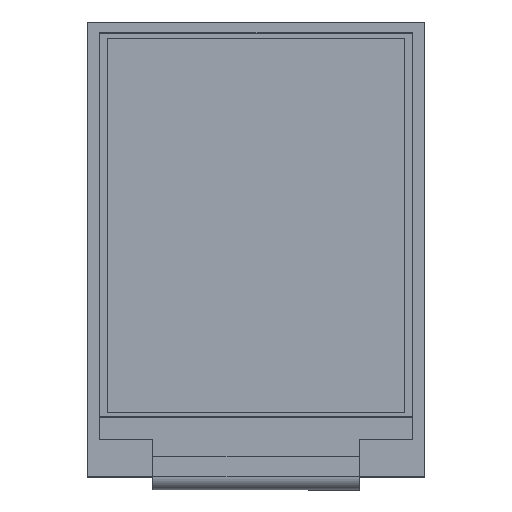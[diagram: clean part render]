
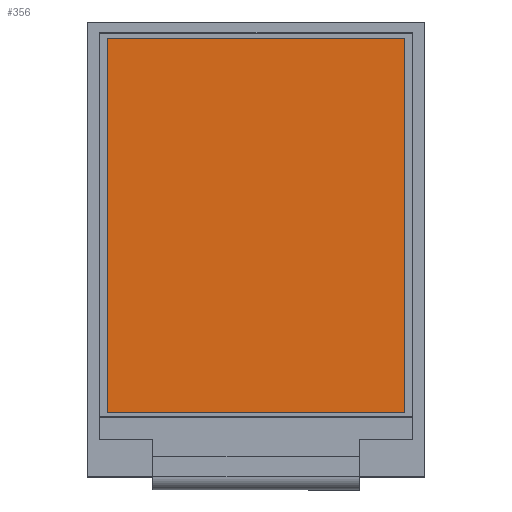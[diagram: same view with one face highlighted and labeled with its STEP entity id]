
A CAD part, top view. The second image highlights one B-rep face of the part: STEP entity #356.
In plain terms, the highlighted planar face has unit normal (0, 0, 1).
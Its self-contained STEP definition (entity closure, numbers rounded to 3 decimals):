
#227 = VERTEX_POINT('',#228);
#228 = CARTESIAN_POINT('',(-15.,-18.85,0.1));
#234 = EDGE_CURVE('',#227,#235,#237,.T.);
#235 = VERTEX_POINT('',#236);
#236 = CARTESIAN_POINT('',(-15.,18.85,0.1));
#237 = LINE('',#238,#239);
#238 = CARTESIAN_POINT('',(-15.,-18.85,0.1));
#239 = VECTOR('',#240,1.);
#240 = DIRECTION('',(0.,1.,0.));
#265 = EDGE_CURVE('',#235,#266,#268,.T.);
#266 = VERTEX_POINT('',#267);
#267 = CARTESIAN_POINT('',(15.,18.85,0.1));
#268 = LINE('',#269,#270);
#269 = CARTESIAN_POINT('',(-15.,18.85,0.1));
#270 = VECTOR('',#271,1.);
#271 = DIRECTION('',(1.,0.,0.));
#296 = EDGE_CURVE('',#266,#297,#299,.T.);
#297 = VERTEX_POINT('',#298);
#298 = CARTESIAN_POINT('',(15.,-18.85,0.1));
#299 = LINE('',#300,#301);
#300 = CARTESIAN_POINT('',(15.,18.85,0.1));
#301 = VECTOR('',#302,1.);
#302 = DIRECTION('',(0.,-1.,0.));
#327 = EDGE_CURVE('',#297,#227,#328,.T.);
#328 = LINE('',#329,#330);
#329 = CARTESIAN_POINT('',(15.,-18.85,0.1));
#330 = VECTOR('',#331,1.);
#331 = DIRECTION('',(-1.,0.,0.));
#356 = ADVANCED_FACE('',(#357),#363,.T.);
#357 = FACE_BOUND('',#358,.F.);
#358 = EDGE_LOOP('',(#359,#360,#361,#362));
#359 = ORIENTED_EDGE('',*,*,#234,.T.);
#360 = ORIENTED_EDGE('',*,*,#265,.T.);
#361 = ORIENTED_EDGE('',*,*,#296,.T.);
#362 = ORIENTED_EDGE('',*,*,#327,.T.);
#363 = PLANE('',#364);
#364 = AXIS2_PLACEMENT_3D('',#365,#366,#367);
#365 = CARTESIAN_POINT('',(0.,0.,0.1));
#366 = DIRECTION('',(0.,0.,1.));
#367 = DIRECTION('',(1.,0.,0.));
